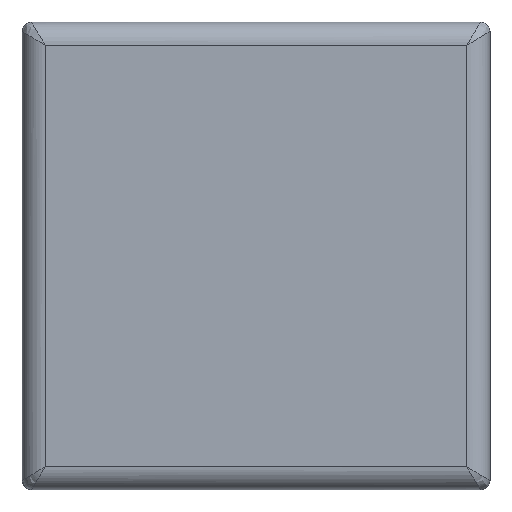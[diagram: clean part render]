
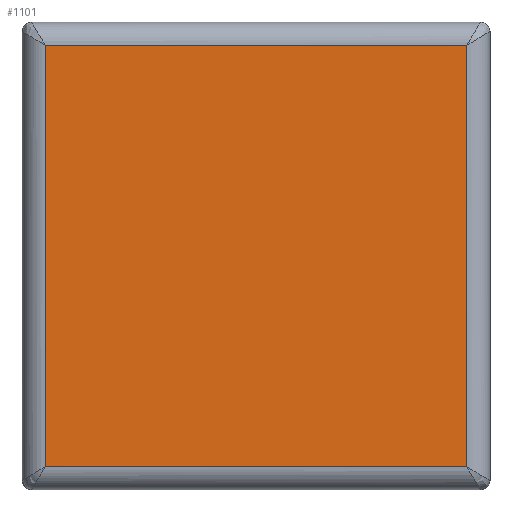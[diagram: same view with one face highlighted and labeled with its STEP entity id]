
A CAD part, left-side view. The second image highlights one B-rep face of the part: STEP entity #1101.
In plain terms, the highlighted planar face has unit normal (-1, 0, 0).
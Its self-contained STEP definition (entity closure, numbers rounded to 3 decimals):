
#52=PLANE('',#1180);
#79=LINE('',#1593,#175);
#82=LINE('',#1597,#178);
#84=LINE('',#1600,#180);
#86=LINE('',#1603,#182);
#175=VECTOR('',#1263,0.45);
#178=VECTOR('',#1268,0.45);
#180=VECTOR('',#1272,0.45);
#182=VECTOR('',#1276,0.45);
#299=FACE_OUTER_BOUND('',#366,.T.);
#366=EDGE_LOOP('',(#754,#755,#756,#757));
#460=VERTEX_POINT('',#1511);
#463=VERTEX_POINT('',#1537);
#466=VERTEX_POINT('',#1563);
#469=VERTEX_POINT('',#1589);
#566=EDGE_CURVE('',#460,#469,#79,.T.);
#569=EDGE_CURVE('',#469,#466,#82,.T.);
#571=EDGE_CURVE('',#466,#463,#84,.T.);
#573=EDGE_CURVE('',#463,#460,#86,.T.);
#754=ORIENTED_EDGE('',*,*,#566,.F.);
#755=ORIENTED_EDGE('',*,*,#573,.F.);
#756=ORIENTED_EDGE('',*,*,#571,.F.);
#757=ORIENTED_EDGE('',*,*,#569,.F.);
#1101=ADVANCED_FACE('',(#299),#52,.F.);
#1180=AXIS2_PLACEMENT_3D('',#1622,#1296,#1297);
#1263=DIRECTION('',(0.,0.,1.));
#1268=DIRECTION('',(0.,-1.,0.));
#1272=DIRECTION('',(0.,0.,-1.));
#1276=DIRECTION('',(0.,1.,0.));
#1296=DIRECTION('center_axis',(1.,0.,0.));
#1297=DIRECTION('ref_axis',(0.,0.,1.));
#1511=CARTESIAN_POINT('',(-0.5,0.225,0.025));
#1537=CARTESIAN_POINT('',(-0.5,-0.225,0.025));
#1563=CARTESIAN_POINT('',(-0.5,-0.225,0.475));
#1589=CARTESIAN_POINT('',(-0.5,0.225,0.475));
#1593=CARTESIAN_POINT('',(-0.5,0.225,0.));
#1597=CARTESIAN_POINT('',(-0.5,-0.25,0.475));
#1600=CARTESIAN_POINT('',(-0.5,-0.225,0.));
#1603=CARTESIAN_POINT('',(-0.5,-0.25,0.025));
#1622=CARTESIAN_POINT('Origin',(-0.5,-0.25,0.));
